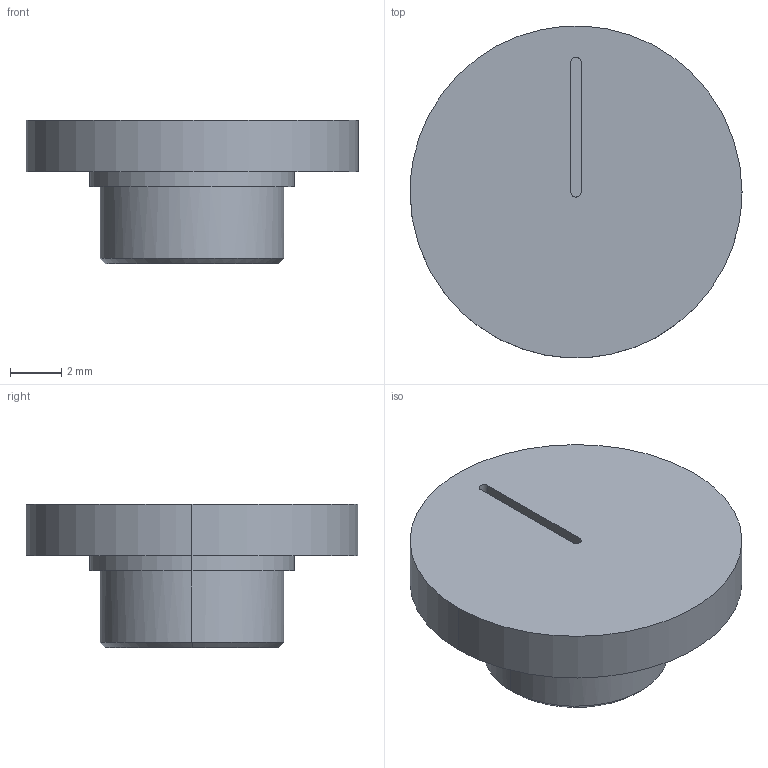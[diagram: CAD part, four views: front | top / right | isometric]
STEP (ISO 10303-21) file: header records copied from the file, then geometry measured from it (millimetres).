
FILE_DESCRIPTION(/* description */ (''),/* implementation_level */ '2;1');
FILE_NAME(/* name */ 'encoder_knob',/* time_stamp */ '2025-05-04T07:37:35+02:00',/* author */ (''),/* organization */ (''),/* preprocessor_version */ 'ST-DEVELOPER v10',/* originating_system */ '',/* authorisation */ '');
FILE_SCHEMA (('CONFIG_CONTROL_DESIGN'));
Length unit declared in the file: millimetre
Products named in the file (1): 1
Bounding box: 13 x 12.98 x 5.6 mm (x, y, z)
Volume: 383.2 mm3; surface area: 645 mm2
Topology: 3 solids, 3 shells, 22 faces, 39 edges, 25 vertices
Faces by surface type: bspline 14, plane 8
Entity records: 902 total; most frequent: CARTESIAN_POINT 543, ORIENTED_EDGE 78, EDGE_CURVE 39, VERTEX_POINT 25, EDGE_LOOP 24, B_SPLINE_CURVE_WITH_KNOTS 23, ADVANCED_FACE 22, FACE_OUTER_BOUND 22
